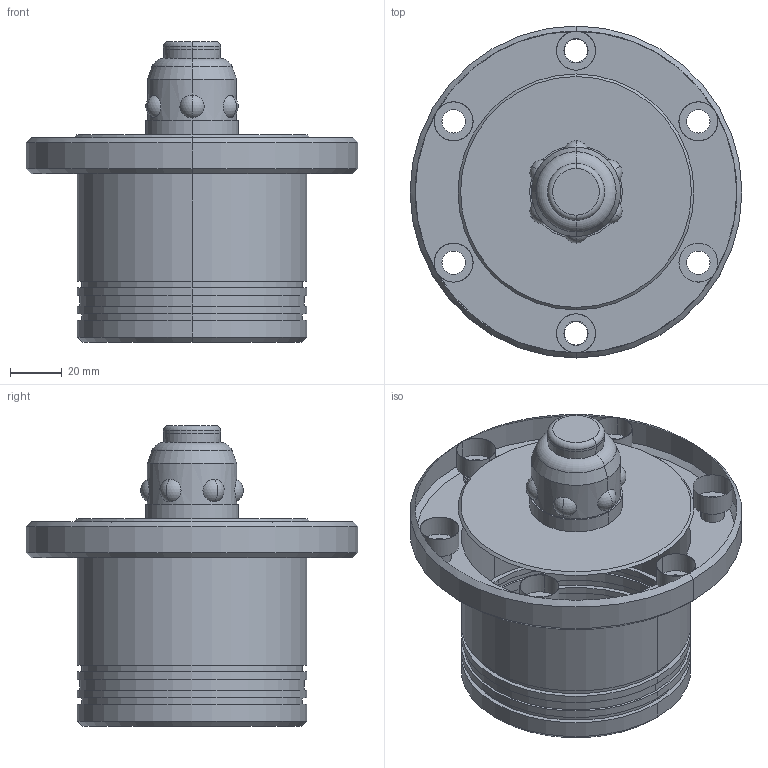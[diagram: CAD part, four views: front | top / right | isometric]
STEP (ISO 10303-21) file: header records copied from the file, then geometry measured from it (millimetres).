
FILE_DESCRIPTION(('modularis output'),'2;1');
FILE_NAME('EH1990080.stp','12:25:13 2003/08/28',( 'modularis software ag'),('modularis software ag'), 'unknown preprocess','ACIS','unknown authorization');
FILE_SCHEMA(('CONFIG_CONTROL_DESIGN {UNKNOWN IMPLEMENTATION LEVEL}'));
Length unit declared in the file: millimetre
Products named in the file (1): PRODUCT_ID_32
Bounding box: 128 x 128 x 116 mm (x, y, z)
Volume: 599374.7 mm3; surface area: 56636.1 mm2
Topology: 1 solids, 1 shells, 192 faces, 440 edges, 264 vertices
Faces by surface type: cylinder 62, cone 56, torus 44, plane 18, sphere 12
Entity records: 4743 total; most frequent: CARTESIAN_POINT 1132, ORIENTED_EDGE 880, DIRECTION 584, EDGE_CURVE 440, VERTEX_POINT 264, AXIS2_PLACEMENT_3D 232, EDGE_LOOP 218, FACE_BOUND 218
